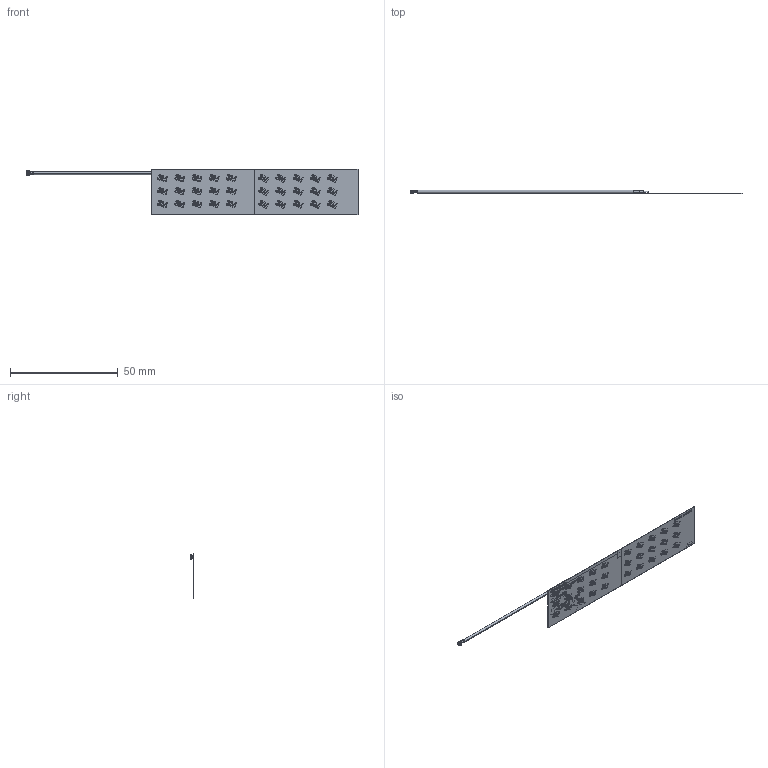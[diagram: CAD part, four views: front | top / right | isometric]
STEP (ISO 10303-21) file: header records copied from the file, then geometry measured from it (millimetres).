
FILE_DESCRIPTION (( 'STEP AP214' ), '1' );
FILE_NAME ('FXUB63.54.0150C.STEP', '2021-10-27T01:15:45', ( '' ), ( '' ), 'SwSTEP 2.0', 'SolidWorks 2018', '' );
FILE_SCHEMA (( 'AUTOMOTIVE_DESIGN' ));
Length unit declared in the file: millimetre
Products named in the file (1): FXUB63.54.0150C
Bounding box: 154.23 x 1.62 x 21 mm (x, y, z)
Surface area: 5576.3 mm2 (no closed solid volume)
Topology: 0 solids, 78 shells, 428 faces, 5169 edges, 4749 vertices
Faces by surface type: plane 328, bspline 71, cylinder 29
Entity records: 68977 total; most frequent: CARTESIAN_POINT 34596, ORIENTED_EDGE 5706, EDGE_CURVE 5169, VERTEX_POINT 4749, DIRECTION 3606, LINE 2650, VECTOR 2650, B_SPLINE_CURVE_WITH_KNOTS 2399
